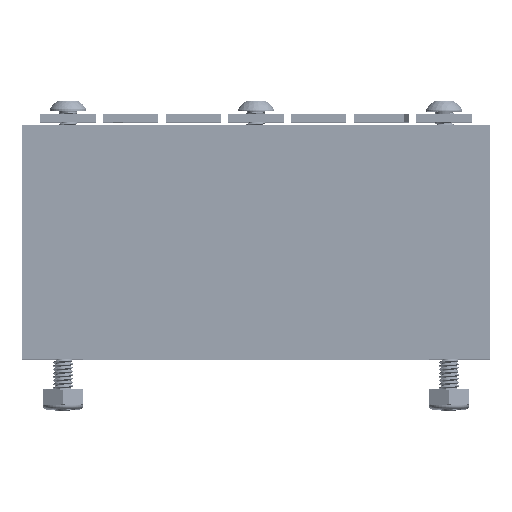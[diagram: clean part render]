
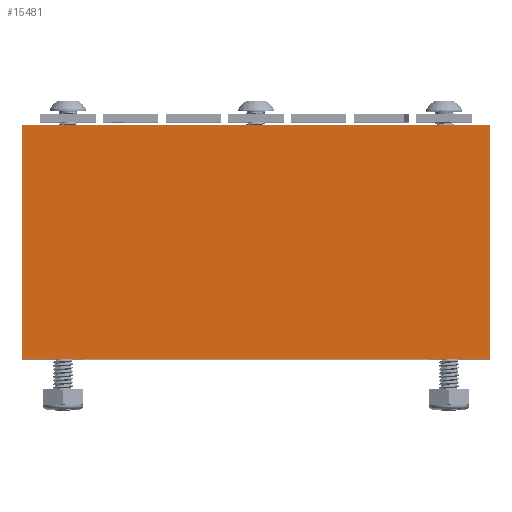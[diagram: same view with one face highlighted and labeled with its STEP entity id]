
A CAD part, top view. The second image highlights one B-rep face of the part: STEP entity #15481.
In plain terms, the highlighted planar face has unit normal (0, 0, 1).
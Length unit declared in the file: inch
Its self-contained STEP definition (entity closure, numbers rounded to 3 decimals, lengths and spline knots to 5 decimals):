
#1219=PLANE('',#16890);
#1805=FACE_OUTER_BOUND('',#2838,.T.);
#2838=EDGE_LOOP('',(#11080,#11081,#11082,#11083));
#3892=LINE('',#22510,#5190);
#4009=LINE('',#22807,#5307);
#4010=LINE('',#22808,#5308);
#4011=LINE('',#22809,#5309);
#5190=VECTOR('',#18354,0.3937);
#5307=VECTOR('',#18683,0.3937);
#5308=VECTOR('',#18684,0.3937);
#5309=VECTOR('',#18685,0.3937);
#6948=VERTEX_POINT('',#22503);
#6951=VERTEX_POINT('',#22508);
#7024=VERTEX_POINT('',#22805);
#7025=VERTEX_POINT('',#22806);
#8408=EDGE_CURVE('',#6951,#6948,#3892,.T.);
#8555=EDGE_CURVE('',#7024,#7025,#4009,.T.);
#8556=EDGE_CURVE('',#7025,#6948,#4010,.T.);
#8557=EDGE_CURVE('',#7024,#6951,#4011,.T.);
#11080=ORIENTED_EDGE('',*,*,#8555,.T.);
#11081=ORIENTED_EDGE('',*,*,#8556,.T.);
#11082=ORIENTED_EDGE('',*,*,#8408,.F.);
#11083=ORIENTED_EDGE('',*,*,#8557,.F.);
#15481=ADVANCED_FACE('',(#1805),#1219,.T.);
#16890=AXIS2_PLACEMENT_3D('',#22804,#18681,#18682);
#18354=DIRECTION('',(1.,0.,0.));
#18681=DIRECTION('center_axis',(0.,0.,1.));
#18682=DIRECTION('ref_axis',(1.,0.,0.));
#18683=DIRECTION('',(1.,0.,0.));
#18684=DIRECTION('',(0.,1.,0.));
#18685=DIRECTION('',(0.,1.,0.));
#22503=CARTESIAN_POINT('',(2.,2.,2.));
#22508=CARTESIAN_POINT('',(-2.,2.,2.));
#22510=CARTESIAN_POINT('',(-2.,2.,2.));
#22804=CARTESIAN_POINT('Origin',(-2.,0.,2.));
#22805=CARTESIAN_POINT('',(-2.,0.,2.));
#22806=CARTESIAN_POINT('',(2.,0.,2.));
#22807=CARTESIAN_POINT('',(-2.,0.,2.));
#22808=CARTESIAN_POINT('',(2.,0.,2.));
#22809=CARTESIAN_POINT('',(-2.,0.,2.));
